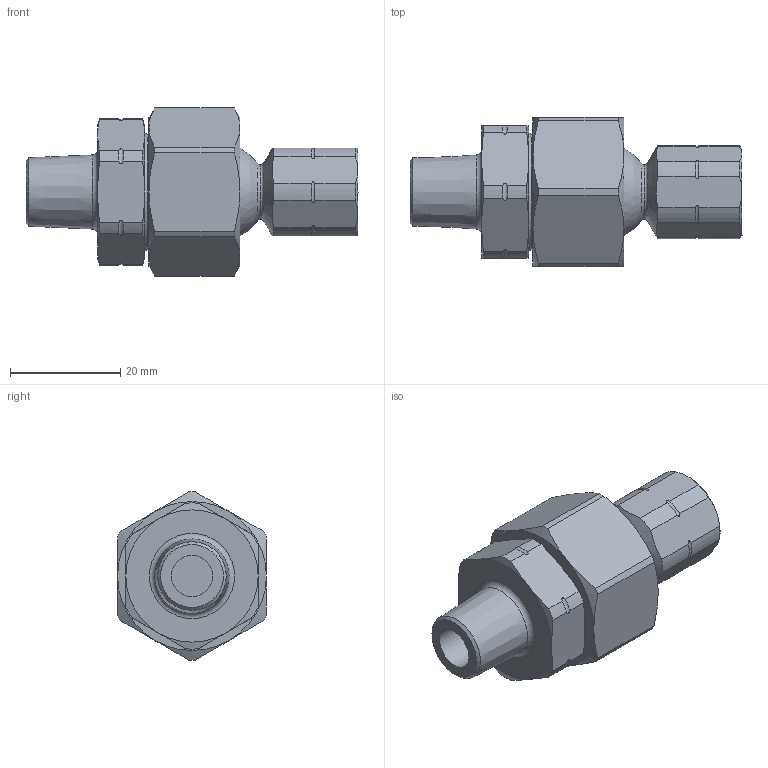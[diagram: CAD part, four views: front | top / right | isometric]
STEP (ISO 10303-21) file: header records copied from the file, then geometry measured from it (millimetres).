
FILE_DESCRIPTION(/* description */ ('Unknown'),/* implementation_level */ '2;1');
FILE_NAME(/* name */ '200330540',/* time_stamp */ '2023-01-09T14:27:20+01:00',/* author */ ('Unknown'),/* organization */ ('Unknown'),/* preprocessor_version */ 'ST-DEVELOPER v18.102',/* originating_system */ 'Solid Edge',/* authorisation */ 'Unknown');
FILE_SCHEMA (('AUTOMOTIVE_DESIGN {1 0 10303 214 3 1 1}'));
Length unit declared in the file: millimetre
Products named in the file (1): Part1
Bounding box: 60.21 x 27 x 30.5 mm (x, y, z)
Volume: 18678.9 mm3; surface area: 6509.8 mm2
Topology: 1 solids, 1 shells, 305 faces, 756 edges, 491 vertices
Faces by surface type: plane 150, bspline 63, cone 39, cylinder 34, torus 17, sphere 2
Full cylindrical faces by diameter (mm): 7.5 x1, 9.8 x1, 11.113 x1, 21 x1
Entity records: 14087 total; most frequent: CARTESIAN_POINT 5707, ORIENTED_EDGE 1446, DIRECTION 924, EDGE_CURVE 723, VERTEX_POINT 485, B_SPLINE_CURVE_WITH_KNOTS 400, EDGE_LOOP 370, FACE_BOUND 370
